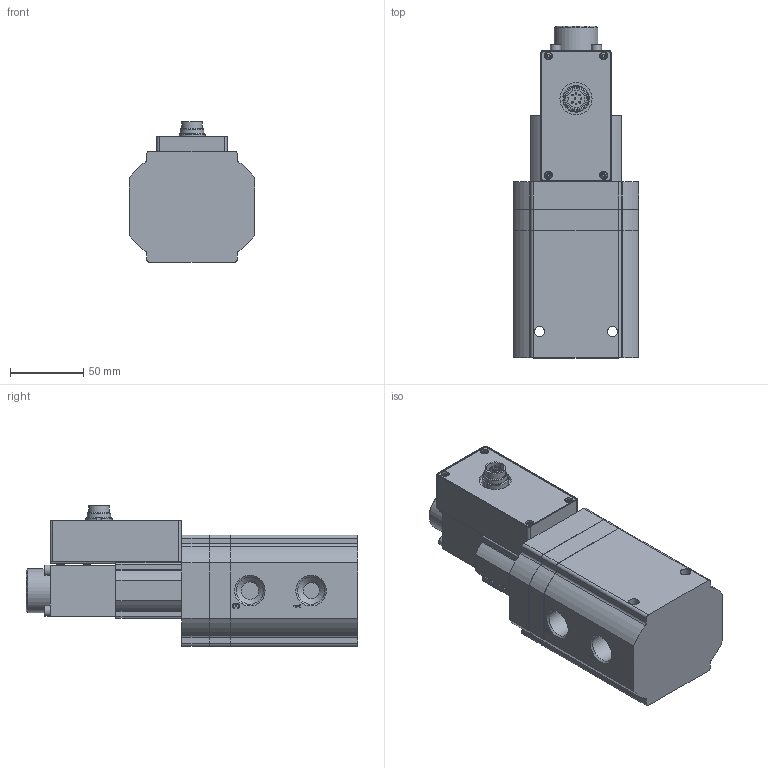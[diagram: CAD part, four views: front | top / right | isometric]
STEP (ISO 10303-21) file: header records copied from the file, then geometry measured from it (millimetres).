
FILE_DESCRIPTION(/* description */ ('STEP AP214'),/* implementation_level */ '2;1');
FILE_NAME(/* name */ '187332_MPPES-3-1_2-PU-PO-010',/* time_stamp */ '2024-09-06T20:18:28+02:00',/* author */ ('License CC BY-ND 4.0'),/* organization */ ('CADENAS'),/* preprocessor_version */ 'ST-DEVELOPER v19.3',/* originating_system */ 'PARTsolutions',/* authorisation */ ' ');
FILE_SCHEMA (('AUTOMOTIVE_DESIGN {1 0 10303 214 3 1 1}'));
Length unit declared in the file: millimetre
Products named in the file (1): 187332 MPPES-3-1/2-PU-PO-010
Bounding box: 86 x 227.1 x 96.1 mm (x, y, z)
Volume: 972815.4 mm3; surface area: 89818.2 mm2
Topology: 1 solids, 1 shells, 446 faces, 1097 edges, 718 vertices
Faces by surface type: plane 223, cylinder 190, torus 20, cone 13
Full cylindrical faces by diameter (mm): 1.1 x8, 2.7 x1, 5 x6, 5.5 x4, 6 x2, 7 x6, 8.5 x4, 10 x4, 11 x1, 12 x1, 14 x1, 16 x1, 17 x1, 18.631 x3, 22 x1, 30 x1
Entity records: 12865 total; most frequent: DIRECTION 2319, CARTESIAN_POINT 2218, ORIENTED_EDGE 2028, EDGE_CURVE 1014, AXIS2_PLACEMENT_3D 872, VERTEX_POINT 713, FACE_BOUND 593, EDGE_LOOP 592
